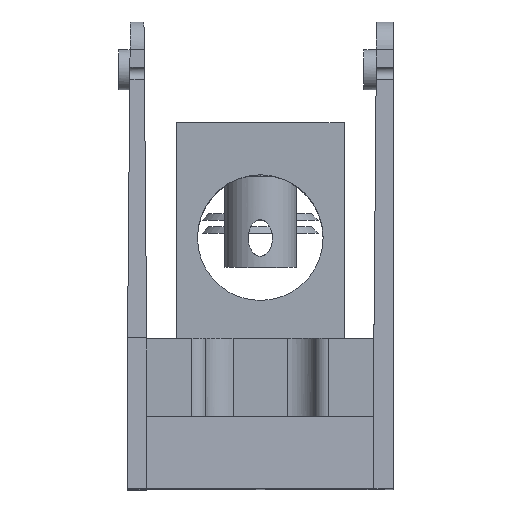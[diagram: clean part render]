
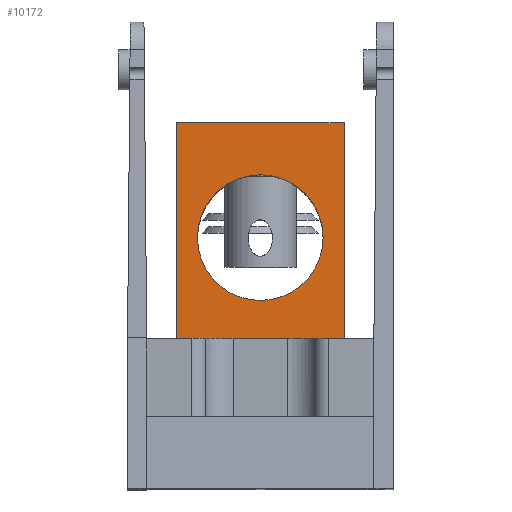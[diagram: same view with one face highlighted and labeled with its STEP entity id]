
A CAD part, top view. The second image highlights one B-rep face of the part: STEP entity #10172.
In plain terms, the highlighted planar face has unit normal (0, 0, 1).
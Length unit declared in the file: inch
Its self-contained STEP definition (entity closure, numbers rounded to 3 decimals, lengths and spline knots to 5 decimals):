
#316 = VERTEX_POINT ( 'NONE', #11613 ) ;
#704 = CARTESIAN_POINT ( 'NONE',  ( 0.583, 0.75, 1.5 ) ) ;
#935 = CIRCLE ( 'NONE', #5461, 0.4375 ) ;
#1118 = CARTESIAN_POINT ( 'NONE',  ( 0.583, -0.75, 1.5 ) ) ;
#1160 = VERTEX_POINT ( 'NONE', #2618 ) ;
#1171 = VERTEX_POINT ( 'NONE', #2492 ) ;
#1183 = VERTEX_POINT ( 'NONE', #704 ) ;
#1208 = VERTEX_POINT ( 'NONE', #4526 ) ;
#1565 = VECTOR ( 'NONE', #2344, 39.37008 ) ;
#1585 = DIRECTION ( 'NONE',  ( 0., -1., 0. ) ) ;
#1688 = LINE ( 'NONE', #8126, #1565 ) ;
#1999 = DIRECTION ( 'NONE',  ( -1., 0., 0. ) ) ;
#2344 = DIRECTION ( 'NONE',  ( 0., -1., 0. ) ) ;
#2492 = CARTESIAN_POINT ( 'NONE',  ( -0.583, -0.75, 1.5 ) ) ;
#2618 = CARTESIAN_POINT ( 'NONE',  ( 0.583, -0.75, 1.5 ) ) ;
#3441 = VECTOR ( 'NONE', #1585, 39.37008 ) ;
#3464 = FACE_BOUND ( 'NONE', #9603, .T. ) ;
#3923 = FACE_OUTER_BOUND ( 'NONE', #11282, .T. ) ;
#4526 = CARTESIAN_POINT ( 'NONE',  ( -0.583, 0.75, 1.5 ) ) ;
#4549 = DIRECTION ( 'NONE',  ( -1., 0., 0. ) ) ;
#4676 = LINE ( 'NONE', #7357, #3441 ) ;
#4684 = DIRECTION ( 'NONE',  ( -1., 0., 0. ) ) ;
#4732 = DIRECTION ( 'NONE',  ( 0., 0., 1. ) ) ;
#5461 = AXIS2_PLACEMENT_3D ( 'NONE', #10415, #4732, #11318 ) ;
#5561 = CARTESIAN_POINT ( 'NONE',  ( 0.583, -0.75, 1.5 ) ) ;
#5581 = LINE ( 'NONE', #5668, #6327 ) ;
#5668 = CARTESIAN_POINT ( 'NONE',  ( 0.583, 0.75, 1.5 ) ) ;
#6327 = VECTOR ( 'NONE', #4684, 39.37008 ) ;
#6521 = EDGE_CURVE ( 'NONE', #1183, #1208, #5581, .T. ) ;
#6669 = EDGE_CURVE ( 'NONE', #1183, #1160, #1688, .T. ) ;
#7247 = AXIS2_PLACEMENT_3D ( 'NONE', #1118, #7771, #1999 ) ;
#7357 = CARTESIAN_POINT ( 'NONE',  ( -0.583, -0.75, 1.5 ) ) ;
#7771 = DIRECTION ( 'NONE',  ( 0., 0., -1. ) ) ;
#8126 = CARTESIAN_POINT ( 'NONE',  ( 0.583, -0.75, 1.5 ) ) ;
#8523 = EDGE_CURVE ( 'NONE', #316, #316, #935, .T. ) ;
#9603 = EDGE_LOOP ( 'NONE', ( #10852 ) ) ;
#9803 = ORIENTED_EDGE ( 'NONE', *, *, #6521, .T. ) ;
#9990 = EDGE_CURVE ( 'NONE', #1208, #1171, #4676, .T. ) ;
#10088 = ORIENTED_EDGE ( 'NONE', *, *, #6669, .F. ) ;
#10172 = ADVANCED_FACE ( 'NONE', ( #3464, #3923 ), #11406, .F. ) ;
#10415 = CARTESIAN_POINT ( 'NONE',  ( 0., -0.05, 1.5 ) ) ;
#10492 = ORIENTED_EDGE ( 'NONE', *, *, #11042, .F. ) ;
#10632 = VECTOR ( 'NONE', #4549, 39.37008 ) ;
#10688 = ORIENTED_EDGE ( 'NONE', *, *, #9990, .T. ) ;
#10852 = ORIENTED_EDGE ( 'NONE', *, *, #8523, .F. ) ;
#11042 = EDGE_CURVE ( 'NONE', #1160, #1171, #11647, .T. ) ;
#11282 = EDGE_LOOP ( 'NONE', ( #10688, #10492, #10088, #9803 ) ) ;
#11318 = DIRECTION ( 'NONE',  ( 1., 0., 0. ) ) ;
#11406 = PLANE ( 'NONE',  #7247 ) ;
#11613 = CARTESIAN_POINT ( 'NONE',  ( 0.4375, -0.05, 1.5 ) ) ;
#11647 = LINE ( 'NONE', #5561, #10632 ) ;
